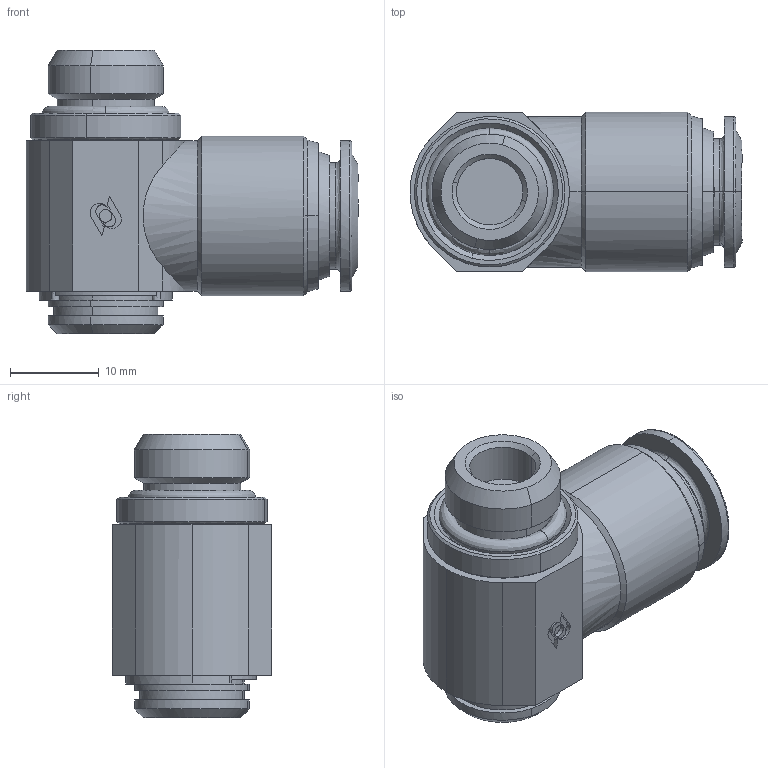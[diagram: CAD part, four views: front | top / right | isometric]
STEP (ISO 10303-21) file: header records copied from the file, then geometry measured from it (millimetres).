
FILE_DESCRIPTION (( 'STEP AP214' ), '1' );
FILE_NAME ('PH10-G02_ME.STEP', '2018-09-06T11:50:42', ( '' ), ( '' ), 'SwSTEP 2.0', 'SolidWorks 2018', '' );
FILE_SCHEMA (( 'AUTOMOTIVE_DESIGN' ));
Length unit declared in the file: millimetre
Products named in the file (1): PH10-G02_ME
Bounding box: 37.5 x 18 x 32 mm (x, y, z)
Volume: 10726.8 mm3; surface area: 4396.3 mm2
Topology: 2 solids, 2 shells, 165 faces, 388 edges, 244 vertices
Faces by surface type: bspline 165
Entity records: 6705 total; most frequent: CARTESIAN_POINT 4383, ORIENTED_EDGE 776, EDGE_CURVE 388, B_SPLINE_CURVE_WITH_KNOTS 263, VERTEX_POINT 244, EDGE_LOOP 188, ADVANCED_FACE 165, FACE_OUTER_BOUND 165
